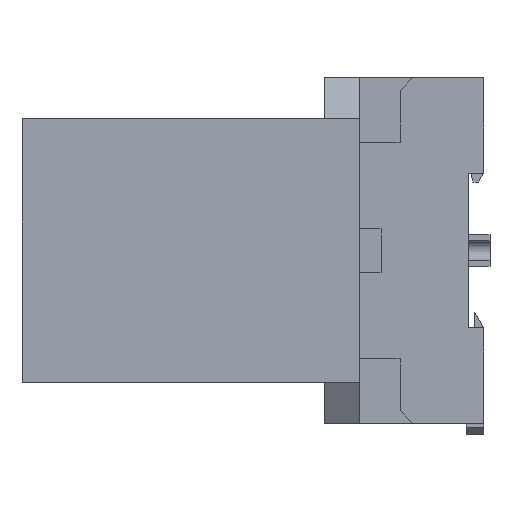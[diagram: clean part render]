
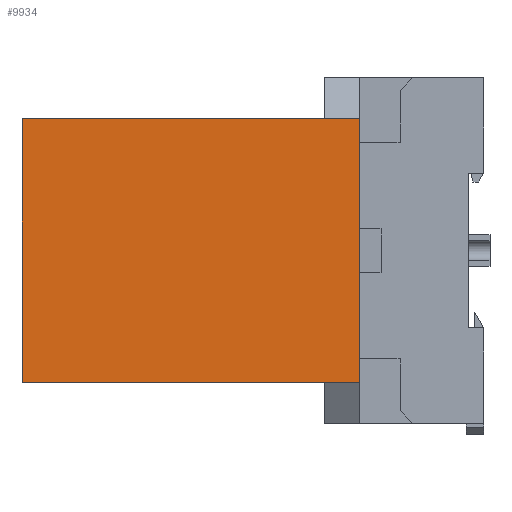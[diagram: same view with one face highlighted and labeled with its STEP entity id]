
A CAD part, left-side view. The second image highlights one B-rep face of the part: STEP entity #9934.
In plain terms, the highlighted planar face has unit normal (-1, 0, 0).
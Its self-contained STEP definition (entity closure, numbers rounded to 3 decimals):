
#3229 = DIRECTION ( 'NONE',  ( 0., 0., -1. ) ) ;
#3230 = VECTOR ( 'NONE', #3229, 1000. ) ;
#3231 = CARTESIAN_POINT ( 'NONE',  ( 0., 0., 78. ) ) ;
#3235 = LINE ( 'NONE', #3231, #3230 ) ;
#3365 = CARTESIAN_POINT ( 'NONE',  ( 0., 0., 0. ) ) ;
#3567 = DIRECTION ( 'NONE',  ( 0., 0., -1. ) ) ;
#3568 = CARTESIAN_POINT ( 'NONE',  ( 0., 61., 78. ) ) ;
#3571 = LINE ( 'NONE', #3568, #3606 ) ;
#3606 = VECTOR ( 'NONE', #3567, 1000. ) ;
#3685 = CARTESIAN_POINT ( 'NONE',  ( 0., 61., 78. ) ) ;
#3700 = LINE ( 'NONE', #3765, #3770 ) ;
#3730 = CARTESIAN_POINT ( 'NONE',  ( 0., 61., 0. ) ) ;
#3765 = CARTESIAN_POINT ( 'NONE',  ( 0., 0., 78. ) ) ;
#3769 = DIRECTION ( 'NONE',  ( 0., -1., 0. ) ) ;
#3770 = VECTOR ( 'NONE', #3769, 1000. ) ;
#3930 = PLANE ( 'NONE',  #3942 ) ;
#3935 = DIRECTION ( 'NONE',  ( 1., 0., 0. ) ) ;
#3936 = CARTESIAN_POINT ( 'NONE',  ( 0., 0., 78. ) ) ;
#3942 = AXIS2_PLACEMENT_3D ( 'NONE', #3936, #3935, #3945 ) ;
#3943 = FACE_OUTER_BOUND ( 'NONE', #9962, .T. ) ;
#3945 = DIRECTION ( 'NONE',  ( 0., 1., 0. ) ) ;
#4072 = CARTESIAN_POINT ( 'NONE',  ( 0., 0., 78. ) ) ;
#4528 = DIRECTION ( 'NONE',  ( 0., -1., 0. ) ) ;
#4537 = VECTOR ( 'NONE', #4528, 1000. ) ;
#4549 = CARTESIAN_POINT ( 'NONE',  ( 0., 0., 0. ) ) ;
#4550 = LINE ( 'NONE', #4549, #4537 ) ;
#9581 = VERTEX_POINT ( 'NONE', #3365 ) ;
#9585 = EDGE_CURVE ( 'NONE', #10016, #9581, #3235, .T. ) ;
#9753 = EDGE_CURVE ( 'NONE', #9820, #9799, #3571, .T. ) ;
#9799 = VERTEX_POINT ( 'NONE', #3730 ) ;
#9820 = VERTEX_POINT ( 'NONE', #3685 ) ;
#9843 = EDGE_CURVE ( 'NONE', #9820, #10016, #3700, .T. ) ;
#9934 = ADVANCED_FACE ( 'NONE', ( #3943 ), #3930, .F. ) ;
#9936 = ORIENTED_EDGE ( 'NONE', *, *, #9585, .F. ) ;
#9938 = ORIENTED_EDGE ( 'NONE', *, *, #9843, .F. ) ;
#9940 = ORIENTED_EDGE ( 'NONE', *, *, #9753, .T. ) ;
#9960 = ORIENTED_EDGE ( 'NONE', *, *, #10309, .T. ) ;
#9962 = EDGE_LOOP ( 'NONE', ( #9960, #9936, #9938, #9940 ) ) ;
#10016 = VERTEX_POINT ( 'NONE', #4072 ) ;
#10309 = EDGE_CURVE ( 'NONE', #9799, #9581, #4550, .T. ) ;
